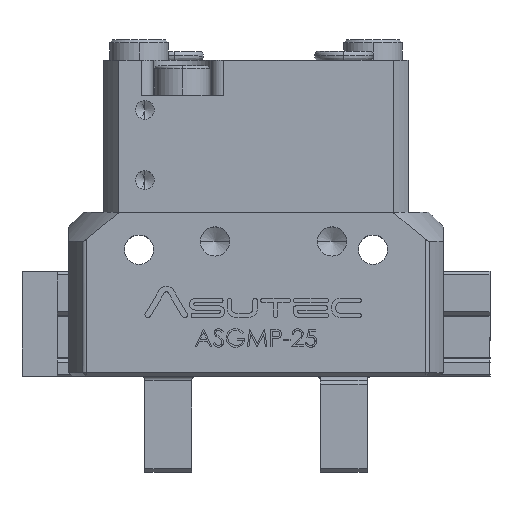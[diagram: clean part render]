
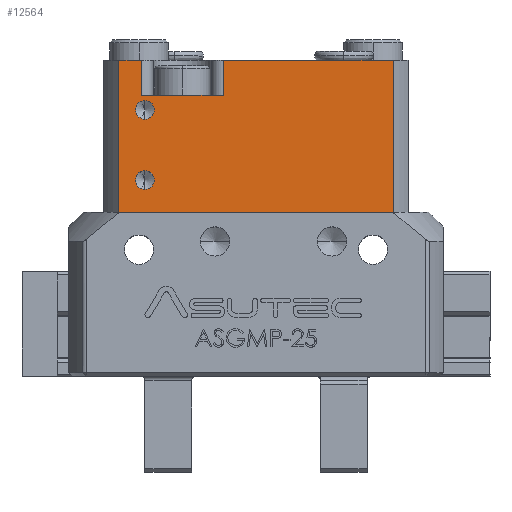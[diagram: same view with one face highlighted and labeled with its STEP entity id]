
A CAD part, top view. The second image highlights one B-rep face of the part: STEP entity #12564.
In plain terms, the highlighted planar face has unit normal (0, 0, 1).
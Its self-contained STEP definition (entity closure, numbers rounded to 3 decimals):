
#285 = DIRECTION ( 'NONE',  ( 0., 0., -1. ) ) ;
#298 = EDGE_CURVE ( 'NONE', #21320, #4065, #14049, .T. ) ;
#1115 = AXIS2_PLACEMENT_3D ( 'NONE', #19315, #21139, #10400 ) ;
#1474 = VECTOR ( 'NONE', #21109, 1000. ) ;
#1487 = ORIENTED_EDGE ( 'NONE', *, *, #4992, .T. ) ;
#1575 = LINE ( 'NONE', #15702, #1474 ) ;
#2401 = CIRCLE ( 'NONE', #19005, 0.8 ) ;
#2779 = CARTESIAN_POINT ( 'NONE',  ( -9.5, -4.25, 8.95 ) ) ;
#3616 = DIRECTION ( 'NONE',  ( -1., 0., 0. ) ) ;
#3920 = CARTESIAN_POINT ( 'NONE',  ( -9.5, -10.25, 8.95 ) ) ;
#4022 = LINE ( 'NONE', #18171, #21649 ) ;
#4065 = VERTEX_POINT ( 'NONE', #21514 ) ;
#4298 = VERTEX_POINT ( 'NONE', #4508 ) ;
#4393 = CARTESIAN_POINT ( 'NONE',  ( -2.8, 0., 8.95 ) ) ;
#4508 = CARTESIAN_POINT ( 'NONE',  ( 11.724, -13., 8.95 ) ) ;
#4656 = DIRECTION ( 'NONE',  ( 1., 0., 0. ) ) ;
#4806 = EDGE_CURVE ( 'NONE', #17429, #9962, #6830, .T. ) ;
#4992 = EDGE_CURVE ( 'NONE', #11513, #10786, #13104, .T. ) ;
#5030 = ORIENTED_EDGE ( 'NONE', *, *, #6132, .T. ) ;
#5091 = FACE_OUTER_BOUND ( 'NONE', #10259, .T. ) ;
#5260 = CARTESIAN_POINT ( 'NONE',  ( 11.724, 0., 8.95 ) ) ;
#5279 = CARTESIAN_POINT ( 'NONE',  ( 13., -3., 8.95 ) ) ;
#5808 = CARTESIAN_POINT ( 'NONE',  ( -2.8, -13., 8.95 ) ) ;
#5965 = VECTOR ( 'NONE', #10849, 1000. ) ;
#6132 = EDGE_CURVE ( 'NONE', #11757, #11016, #16157, .T. ) ;
#6235 = VECTOR ( 'NONE', #6523, 1000. ) ;
#6523 = DIRECTION ( 'NONE',  ( 0., -1., 0. ) ) ;
#6628 = CARTESIAN_POINT ( 'NONE',  ( -9.8, -3., 8.95 ) ) ;
#6830 = LINE ( 'NONE', #22772, #6235 ) ;
#6872 = EDGE_CURVE ( 'NONE', #4298, #17175, #22755, .T. ) ;
#7217 = ORIENTED_EDGE ( 'NONE', *, *, #22922, .T. ) ;
#7347 = DIRECTION ( 'NONE',  ( 0., 1., 0. ) ) ;
#7522 = CARTESIAN_POINT ( 'NONE',  ( -10.3, -4.25, 8.95 ) ) ;
#8081 = AXIS2_PLACEMENT_3D ( 'NONE', #3920, #12108, #13926 ) ;
#8171 = VERTEX_POINT ( 'NONE', #23145 ) ;
#8287 = CIRCLE ( 'NONE', #12227, 0.8 ) ;
#8533 = LINE ( 'NONE', #10452, #9118 ) ;
#9115 = EDGE_CURVE ( 'NONE', #9962, #4298, #1575, .T. ) ;
#9118 = VECTOR ( 'NONE', #22971, 1000. ) ;
#9359 = ORIENTED_EDGE ( 'NONE', *, *, #4806, .T. ) ;
#9750 = EDGE_CURVE ( 'NONE', #14404, #11513, #17295, .T. ) ;
#9840 = ORIENTED_EDGE ( 'NONE', *, *, #9115, .T. ) ;
#9962 = VERTEX_POINT ( 'NONE', #23362 ) ;
#10139 = DIRECTION ( 'NONE',  ( -1., 0., 0. ) ) ;
#10259 = EDGE_LOOP ( 'NONE', ( #9840, #18745, #7217, #14419, #1487, #17622, #22434, #9359 ) ) ;
#10265 = EDGE_CURVE ( 'NONE', #10786, #8171, #8533, .T. ) ;
#10305 = EDGE_CURVE ( 'NONE', #4065, #21320, #8287, .T. ) ;
#10400 = DIRECTION ( 'NONE',  ( 1., 0., 0. ) ) ;
#10452 = CARTESIAN_POINT ( 'NONE',  ( -9.8, -13., 8.95 ) ) ;
#10513 = ORIENTED_EDGE ( 'NONE', *, *, #298, .T. ) ;
#10602 = DIRECTION ( 'NONE',  ( 0., 0., -1. ) ) ;
#10611 = LINE ( 'NONE', #15556, #15400 ) ;
#10750 = EDGE_CURVE ( 'NONE', #11016, #11757, #2401, .T. ) ;
#10786 = VERTEX_POINT ( 'NONE', #6628 ) ;
#10849 = DIRECTION ( 'NONE',  ( -1., 0., 0. ) ) ;
#10986 = CARTESIAN_POINT ( 'NONE',  ( -8.7, -4.25, 8.95 ) ) ;
#11016 = VERTEX_POINT ( 'NONE', #7522 ) ;
#11415 = CARTESIAN_POINT ( 'NONE',  ( -9.5, -4.25, 8.95 ) ) ;
#11513 = VERTEX_POINT ( 'NONE', #19063 ) ;
#11757 = VERTEX_POINT ( 'NONE', #10986 ) ;
#12108 = DIRECTION ( 'NONE',  ( 0., 0., -1. ) ) ;
#12227 = AXIS2_PLACEMENT_3D ( 'NONE', #21348, #10602, #23107 ) ;
#12477 = EDGE_LOOP ( 'NONE', ( #5030, #20095 ) ) ;
#12564 = ADVANCED_FACE ( 'NONE', ( #5091, #15394, #19568 ), #22774, .T. ) ;
#13104 = LINE ( 'NONE', #5279, #5965 ) ;
#13217 = DIRECTION ( 'NONE',  ( 1., 0., 0. ) ) ;
#13536 = EDGE_CURVE ( 'NONE', #8171, #17429, #10611, .T. ) ;
#13926 = DIRECTION ( 'NONE',  ( 1., 0., 0. ) ) ;
#14049 = CIRCLE ( 'NONE', #8081, 0.8 ) ;
#14404 = VERTEX_POINT ( 'NONE', #4393 ) ;
#14419 = ORIENTED_EDGE ( 'NONE', *, *, #9750, .T. ) ;
#14981 = ORIENTED_EDGE ( 'NONE', *, *, #10305, .T. ) ;
#15394 = FACE_BOUND ( 'NONE', #12477, .T. ) ;
#15400 = VECTOR ( 'NONE', #10139, 1000. ) ;
#15556 = CARTESIAN_POINT ( 'NONE',  ( 13., 0., 8.95 ) ) ;
#15607 = DIRECTION ( 'NONE',  ( 0., 0., -1. ) ) ;
#15702 = CARTESIAN_POINT ( 'NONE',  ( -13., -13., 8.95 ) ) ;
#16157 = CIRCLE ( 'NONE', #17705, 0.8 ) ;
#16238 = CARTESIAN_POINT ( 'NONE',  ( -8.7, -10.25, 8.95 ) ) ;
#16687 = DIRECTION ( 'NONE',  ( 0., -1., 0. ) ) ;
#17175 = VERTEX_POINT ( 'NONE', #5260 ) ;
#17295 = LINE ( 'NONE', #5808, #18401 ) ;
#17429 = VERTEX_POINT ( 'NONE', #18744 ) ;
#17530 = EDGE_LOOP ( 'NONE', ( #10513, #14981 ) ) ;
#17622 = ORIENTED_EDGE ( 'NONE', *, *, #10265, .T. ) ;
#17705 = AXIS2_PLACEMENT_3D ( 'NONE', #11415, #285, #13217 ) ;
#18171 = CARTESIAN_POINT ( 'NONE',  ( 13., 0., 8.95 ) ) ;
#18401 = VECTOR ( 'NONE', #16687, 1000. ) ;
#18744 = CARTESIAN_POINT ( 'NONE',  ( -11.724, 0., 8.95 ) ) ;
#18745 = ORIENTED_EDGE ( 'NONE', *, *, #6872, .T. ) ;
#19005 = AXIS2_PLACEMENT_3D ( 'NONE', #2779, #15607, #4656 ) ;
#19063 = CARTESIAN_POINT ( 'NONE',  ( -2.8, -3., 8.95 ) ) ;
#19315 = CARTESIAN_POINT ( 'NONE',  ( 13., -13., 8.95 ) ) ;
#19568 = FACE_BOUND ( 'NONE', #17530, .T. ) ;
#20095 = ORIENTED_EDGE ( 'NONE', *, *, #10750, .T. ) ;
#21109 = DIRECTION ( 'NONE',  ( 1., 0., 0. ) ) ;
#21139 = DIRECTION ( 'NONE',  ( 0., 0., 1. ) ) ;
#21320 = VERTEX_POINT ( 'NONE', #16238 ) ;
#21348 = CARTESIAN_POINT ( 'NONE',  ( -9.5, -10.25, 8.95 ) ) ;
#21514 = CARTESIAN_POINT ( 'NONE',  ( -10.3, -10.25, 8.95 ) ) ;
#21649 = VECTOR ( 'NONE', #3616, 1000. ) ;
#22434 = ORIENTED_EDGE ( 'NONE', *, *, #13536, .T. ) ;
#22588 = VECTOR ( 'NONE', #7347, 1000. ) ;
#22755 = LINE ( 'NONE', #23554, #22588 ) ;
#22772 = CARTESIAN_POINT ( 'NONE',  ( -11.724, -13., 8.95 ) ) ;
#22774 = PLANE ( 'NONE',  #1115 ) ;
#22922 = EDGE_CURVE ( 'NONE', #17175, #14404, #4022, .T. ) ;
#22971 = DIRECTION ( 'NONE',  ( 0., 1., 0. ) ) ;
#23107 = DIRECTION ( 'NONE',  ( 1., 0., 0. ) ) ;
#23145 = CARTESIAN_POINT ( 'NONE',  ( -9.8, 0., 8.95 ) ) ;
#23362 = CARTESIAN_POINT ( 'NONE',  ( -11.724, -13., 8.95 ) ) ;
#23554 = CARTESIAN_POINT ( 'NONE',  ( 11.724, -13., 8.95 ) ) ;
